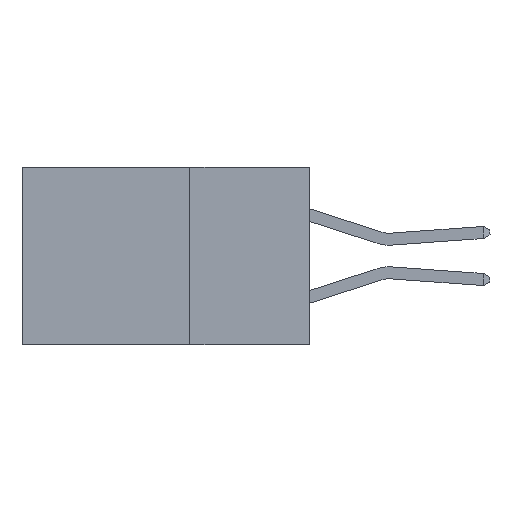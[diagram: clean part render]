
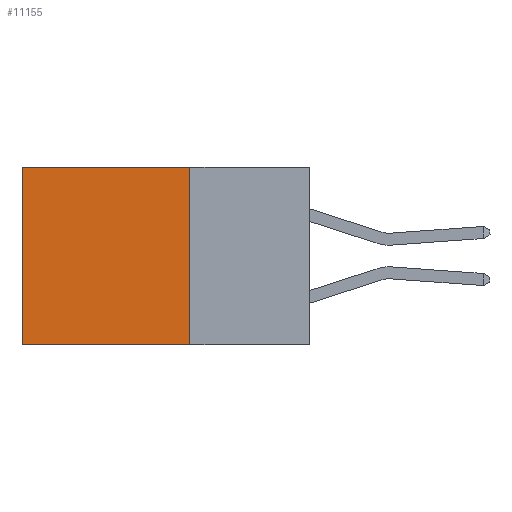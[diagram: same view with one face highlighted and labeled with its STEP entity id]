
A CAD part, left-side view. The second image highlights one B-rep face of the part: STEP entity #11155.
In plain terms, the highlighted planar face has unit normal (-1, 0, 0).
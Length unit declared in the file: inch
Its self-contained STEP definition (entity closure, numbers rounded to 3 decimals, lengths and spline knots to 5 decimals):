
#342 = DIRECTION ( 'NONE',  ( 0., 1., 0. ) ) ;
#642 = CARTESIAN_POINT ( 'NONE',  ( 0.298, 0.6, 0. ) ) ;
#896 = CARTESIAN_POINT ( 'NONE',  ( 0.298, 0.25, 0. ) ) ;
#1004 = EDGE_LOOP ( 'NONE', ( #2880, #10324, #1842, #2046 ) ) ;
#1050 = PLANE ( 'NONE',  #2278 ) ;
#1842 = ORIENTED_EDGE ( 'NONE', *, *, #12328, .F. ) ;
#1879 = LINE ( 'NONE', #4659, #13406 ) ;
#2046 = ORIENTED_EDGE ( 'NONE', *, *, #5102, .T. ) ;
#2278 = AXIS2_PLACEMENT_3D ( 'NONE', #8851, #3344, #11077 ) ;
#2880 = ORIENTED_EDGE ( 'NONE', *, *, #5359, .T. ) ;
#3336 = LINE ( 'NONE', #8601, #8867 ) ;
#3344 = DIRECTION ( 'NONE',  ( 1., 0., 0. ) ) ;
#3753 = VECTOR ( 'NONE', #5995, 39.37008 ) ;
#3801 = CARTESIAN_POINT ( 'NONE',  ( 0.298, 0.25, 0. ) ) ;
#4659 = CARTESIAN_POINT ( 'NONE',  ( 0.298, 0.25, -0.37 ) ) ;
#5102 = EDGE_CURVE ( 'NONE', #9145, #13774, #12344, .T. ) ;
#5359 = EDGE_CURVE ( 'NONE', #13774, #9715, #3336, .T. ) ;
#5995 = DIRECTION ( 'NONE',  ( 0., 0., -1. ) ) ;
#6291 = EDGE_CURVE ( 'NONE', #13733, #9715, #1879, .T. ) ;
#6981 = LINE ( 'NONE', #13789, #3753 ) ;
#7115 = VECTOR ( 'NONE', #342, 39.37008 ) ;
#8420 = CARTESIAN_POINT ( 'NONE',  ( 0.298, 0.25, -0.37 ) ) ;
#8594 = CARTESIAN_POINT ( 'NONE',  ( 0.298, 0.6, -0.37 ) ) ;
#8601 = CARTESIAN_POINT ( 'NONE',  ( 0.298, 0.6, 0. ) ) ;
#8851 = CARTESIAN_POINT ( 'NONE',  ( 0.298, 0.25, 0. ) ) ;
#8867 = VECTOR ( 'NONE', #14177, 39.37008 ) ;
#9145 = VERTEX_POINT ( 'NONE', #896 ) ;
#9715 = VERTEX_POINT ( 'NONE', #8594 ) ;
#10324 = ORIENTED_EDGE ( 'NONE', *, *, #6291, .F. ) ;
#11077 = DIRECTION ( 'NONE',  ( 0., 0., -1. ) ) ;
#11155 = ADVANCED_FACE ( 'NONE', ( #12799 ), #1050, .F. ) ;
#12328 = EDGE_CURVE ( 'NONE', #9145, #13733, #6981, .T. ) ;
#12344 = LINE ( 'NONE', #3801, #7115 ) ;
#12799 = FACE_OUTER_BOUND ( 'NONE', #1004, .T. ) ;
#13406 = VECTOR ( 'NONE', #13529, 39.37008 ) ;
#13529 = DIRECTION ( 'NONE',  ( 0., 1., 0. ) ) ;
#13733 = VERTEX_POINT ( 'NONE', #8420 ) ;
#13774 = VERTEX_POINT ( 'NONE', #642 ) ;
#13789 = CARTESIAN_POINT ( 'NONE',  ( 0.298, 0.25, 0. ) ) ;
#14177 = DIRECTION ( 'NONE',  ( 0., 0., -1. ) ) ;
